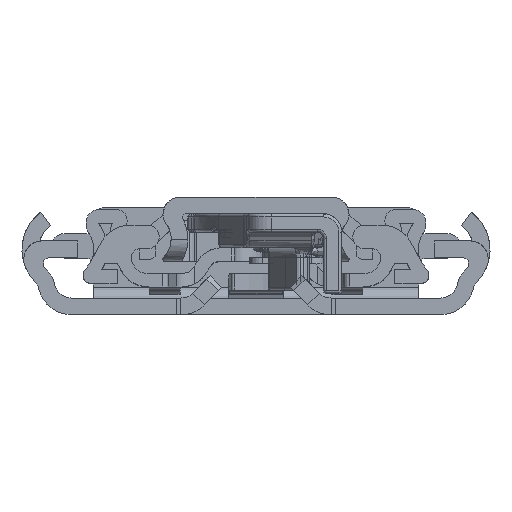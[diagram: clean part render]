
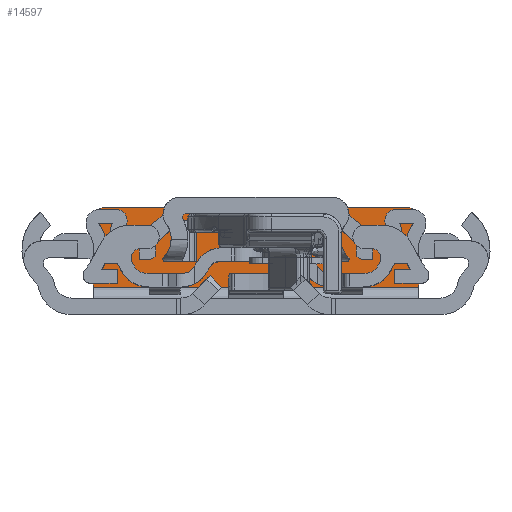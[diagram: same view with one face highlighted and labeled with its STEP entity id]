
A CAD part, front view. The second image highlights one B-rep face of the part: STEP entity #14597.
In plain terms, the highlighted planar face has unit normal (0, -1, 0).
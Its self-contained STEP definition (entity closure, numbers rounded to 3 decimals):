
#603=PLANE('',#15713);
#963=FACE_OUTER_BOUND('',#1840,.T.);
#1840=EDGE_LOOP('',(#10020,#10021,#10022,#10023,#10024,#10025));
#2824=LINE('',#22342,#4004);
#2827=LINE('',#22350,#4007);
#2828=LINE('',#22354,#4008);
#2829=LINE('',#22355,#4009);
#4004=VECTOR('',#17720,10.);
#4007=VECTOR('',#17729,10.);
#4008=VECTOR('',#17732,10.);
#4009=VECTOR('',#17733,10.);
#5151=CIRCLE('',#15709,2.);
#5154=CIRCLE('',#15714,2.);
#6097=VERTEX_POINT('',#22335);
#6098=VERTEX_POINT('',#22337);
#6099=VERTEX_POINT('',#22341);
#6101=VERTEX_POINT('',#22349);
#6102=VERTEX_POINT('',#22351);
#6103=VERTEX_POINT('',#22353);
#7596=EDGE_CURVE('',#6097,#6098,#5151,.T.);
#7598=EDGE_CURVE('',#6099,#6098,#2824,.T.);
#7603=EDGE_CURVE('',#6101,#6097,#2827,.T.);
#7604=EDGE_CURVE('',#6102,#6101,#5154,.T.);
#7605=EDGE_CURVE('',#6102,#6103,#2828,.T.);
#7606=EDGE_CURVE('',#6103,#6099,#2829,.T.);
#10020=ORIENTED_EDGE('',*,*,#7596,.F.);
#10021=ORIENTED_EDGE('',*,*,#7603,.F.);
#10022=ORIENTED_EDGE('',*,*,#7604,.F.);
#10023=ORIENTED_EDGE('',*,*,#7605,.T.);
#10024=ORIENTED_EDGE('',*,*,#7606,.T.);
#10025=ORIENTED_EDGE('',*,*,#7598,.T.);
#14597=ADVANCED_FACE('',(#963),#603,.T.);
#15709=AXIS2_PLACEMENT_3D('',#22338,#17715,#17716);
#15713=AXIS2_PLACEMENT_3D('',#22348,#17727,#17728);
#15714=AXIS2_PLACEMENT_3D('',#22352,#17730,#17731);
#17715=DIRECTION('center_axis',(0.,1.,0.));
#17716=DIRECTION('ref_axis',(0.707,0.,0.707));
#17720=DIRECTION('',(0.,0.,1.));
#17727=DIRECTION('center_axis',(0.,-1.,0.));
#17728=DIRECTION('ref_axis',(0.,0.,-1.));
#17729=DIRECTION('',(1.,0.,0.));
#17730=DIRECTION('center_axis',(0.,1.,0.));
#17731=DIRECTION('ref_axis',(-0.707,0.,0.707));
#17732=DIRECTION('',(0.,0.,-1.));
#17733=DIRECTION('',(1.,0.,0.));
#22335=CARTESIAN_POINT('',(24.5,1497.3,17.5));
#22337=CARTESIAN_POINT('',(26.5,1497.3,15.5));
#22338=CARTESIAN_POINT('Origin',(24.5,1497.3,15.5));
#22341=CARTESIAN_POINT('',(26.5,1497.3,4.5));
#22342=CARTESIAN_POINT('',(26.5,1497.3,17.5));
#22348=CARTESIAN_POINT('Origin',(0.,1497.3,4.5));
#22349=CARTESIAN_POINT('',(-24.5,1497.3,17.5));
#22350=CARTESIAN_POINT('',(0.,1497.3,17.5));
#22351=CARTESIAN_POINT('',(-26.5,1497.3,15.5));
#22352=CARTESIAN_POINT('Origin',(-24.5,1497.3,15.5));
#22353=CARTESIAN_POINT('',(-26.5,1497.3,4.5));
#22354=CARTESIAN_POINT('',(-26.5,1497.3,17.5));
#22355=CARTESIAN_POINT('',(0.,1497.3,4.5));
